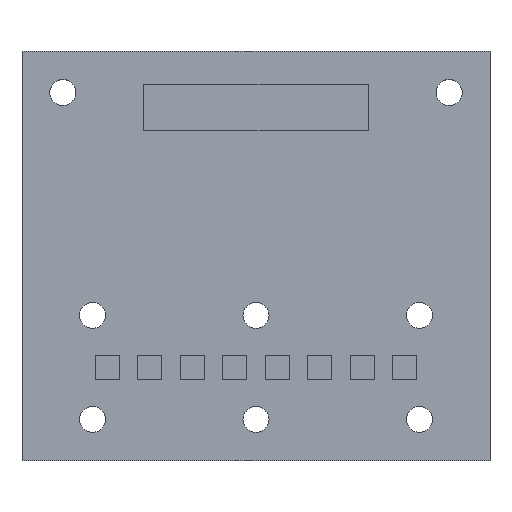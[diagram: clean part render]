
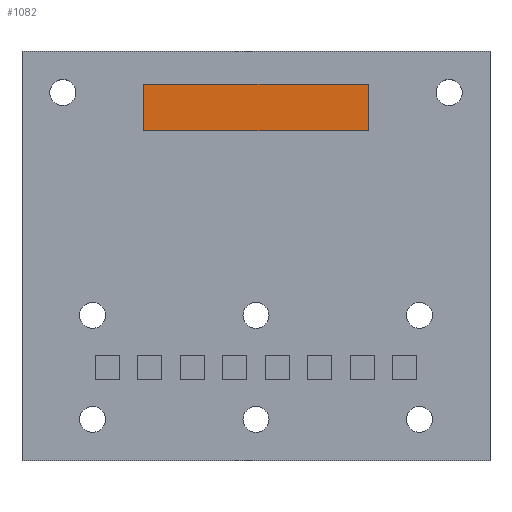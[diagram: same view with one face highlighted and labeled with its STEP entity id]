
A CAD part, top view. The second image highlights one B-rep face of the part: STEP entity #1082.
In plain terms, the highlighted planar face has unit normal (0, 0, 1).
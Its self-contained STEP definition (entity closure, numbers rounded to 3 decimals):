
#152=PLANE('',#1238);
#202=FACE_OUTER_BOUND('',#316,.T.);
#316=EDGE_LOOP('',(#964,#965,#966,#967));
#372=LINE('',#1824,#440);
#373=LINE('',#1826,#441);
#374=LINE('',#1828,#442);
#375=LINE('',#1829,#443);
#440=VECTOR('',#1524,10.);
#441=VECTOR('',#1525,10.);
#442=VECTOR('',#1526,10.);
#443=VECTOR('',#1527,10.);
#600=VERTEX_POINT('',#1822);
#601=VERTEX_POINT('',#1823);
#602=VERTEX_POINT('',#1825);
#603=VERTEX_POINT('',#1827);
#724=EDGE_CURVE('',#600,#601,#372,.T.);
#725=EDGE_CURVE('',#601,#602,#373,.T.);
#726=EDGE_CURVE('',#602,#603,#374,.T.);
#727=EDGE_CURVE('',#603,#600,#375,.T.);
#964=ORIENTED_EDGE('',*,*,#724,.T.);
#965=ORIENTED_EDGE('',*,*,#725,.T.);
#966=ORIENTED_EDGE('',*,*,#726,.T.);
#967=ORIENTED_EDGE('',*,*,#727,.T.);
#1082=ADVANCED_FACE('',(#202),#152,.T.);
#1238=AXIS2_PLACEMENT_3D('',#1821,#1522,#1523);
#1522=DIRECTION('center_axis',(0.,0.,1.));
#1523=DIRECTION('ref_axis',(1.,0.,0.));
#1524=DIRECTION('',(0.,1.,0.));
#1525=DIRECTION('',(-1.,0.,0.));
#1526=DIRECTION('',(0.,-1.,0.));
#1527=DIRECTION('',(1.,0.,0.));
#1821=CARTESIAN_POINT('Origin',(-0.001,0.,
2.173));
#1822=CARTESIAN_POINT('',(9.601,-1.981,2.173));
#1823=CARTESIAN_POINT('',(9.601,1.981,2.173));
#1824=CARTESIAN_POINT('',(9.601,0.,2.173));
#1825=CARTESIAN_POINT('',(-9.602,1.981,2.173));
#1826=CARTESIAN_POINT('',(-0.001,1.981,2.173));
#1827=CARTESIAN_POINT('',(-9.602,-1.981,2.173));
#1828=CARTESIAN_POINT('',(-9.602,0.,2.173));
#1829=CARTESIAN_POINT('',(-0.001,-1.981,2.173));
